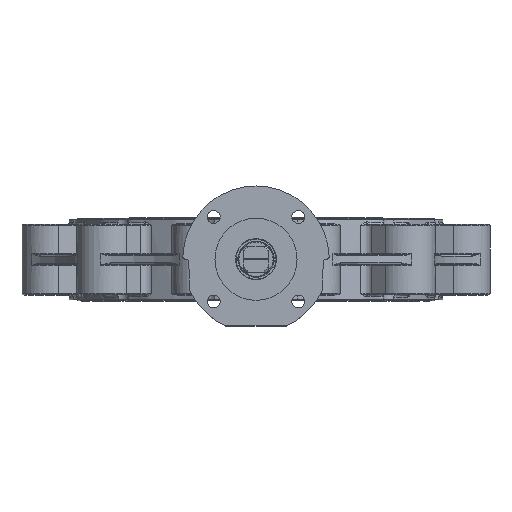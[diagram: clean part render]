
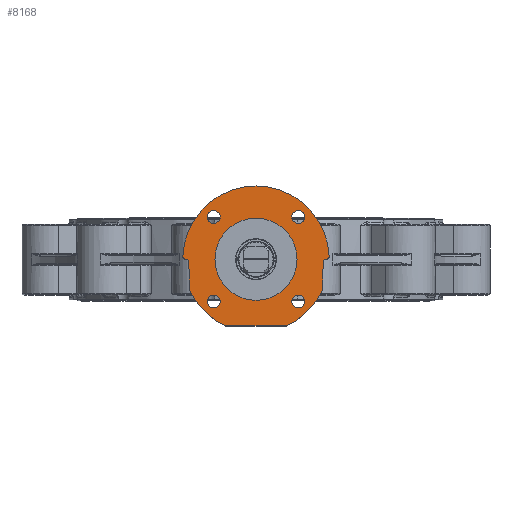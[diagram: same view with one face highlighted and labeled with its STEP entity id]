
A CAD part, top view. The second image highlights one B-rep face of the part: STEP entity #8168.
In plain terms, the highlighted planar face has unit normal (0, 0, 1).
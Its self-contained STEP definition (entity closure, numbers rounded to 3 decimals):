
#4283=CARTESIAN_POINT('',(-41.562,-36.062,266.0));
#4284=VERTEX_POINT('',#4283);
#4285=CARTESIAN_POINT('',(-36.062,-36.062,266.0));
#4286=DIRECTION('',(0.0,0.0,-1.0));
#4287=DIRECTION('',(-1.0,0.0,0.0));
#4288=AXIS2_PLACEMENT_3D('',#4285,#4286,#4287);
#4289=CIRCLE('',#4288,5.5);
#4290=EDGE_CURVE('',#4284,#4284,#4289,.T.);
#4332=CARTESIAN_POINT('',(-36.062,41.562,266.0));
#4333=VERTEX_POINT('',#4332);
#4334=CARTESIAN_POINT('',(-36.062,36.062,266.0));
#4335=DIRECTION('',(0.0,0.0,-1.0));
#4336=DIRECTION('',(0.0,1.0,0.0));
#4337=AXIS2_PLACEMENT_3D('',#4334,#4335,#4336);
#4338=CIRCLE('',#4337,5.5);
#4339=EDGE_CURVE('',#4333,#4333,#4338,.T.);
#4381=CARTESIAN_POINT('',(36.062,-41.562,266.0));
#4382=VERTEX_POINT('',#4381);
#4383=CARTESIAN_POINT('',(36.062,-36.062,266.0));
#4384=DIRECTION('',(0.0,0.0,-1.0));
#4385=DIRECTION('',(0.0,-1.0,0.0));
#4386=AXIS2_PLACEMENT_3D('',#4383,#4384,#4385);
#4387=CIRCLE('',#4386,5.5);
#4388=EDGE_CURVE('',#4382,#4382,#4387,.T.);
#4430=CARTESIAN_POINT('',(41.562,36.062,266.0));
#4431=VERTEX_POINT('',#4430);
#4432=CARTESIAN_POINT('',(36.062,36.062,266.0));
#4433=DIRECTION('',(0.0,0.0,-1.0));
#4434=DIRECTION('',(1.0,0.0,0.0));
#4435=AXIS2_PLACEMENT_3D('',#4432,#4433,#4434);
#4436=CIRCLE('',#4435,5.5);
#4437=EDGE_CURVE('',#4431,#4431,#4436,.T.);
#7987=CARTESIAN_POINT('',(35.05,0.,266.0));
#7988=VERTEX_POINT('',#7987);
#7989=CARTESIAN_POINT('',(0.,0.,266.0));
#7990=DIRECTION('',(0.0,0.0,-1.0));
#7991=DIRECTION('',(1.0,0.0,0.0));
#7992=AXIS2_PLACEMENT_3D('',#7989,#7990,#7991);
#7993=CIRCLE('',#7992,35.05);
#7994=EDGE_CURVE('',#7988,#7988,#7993,.T.);
#8043=CARTESIAN_POINT('',(-199.834,62.501,266.0));
#8044=DIRECTION('',(0.0,0.0,-1.0));
#8045=DIRECTION('',(-1.0,0.0,0.0));
#8046=AXIS2_PLACEMENT_3D('',#8043,#8044,#8045);
#8047=PLANE('',#8046);
#8048=CARTESIAN_POINT('',(59.431,0.0,266.0));
#8049=VERTEX_POINT('',#8048);
#8050=CARTESIAN_POINT('',(57.433,-1.93,266.0));
#8051=VERTEX_POINT('',#8050);
#8052=CARTESIAN_POINT('',(59.431,-2.0,266.0));
#8053=DIRECTION('',(0.0,0.0,1.0));
#8054=DIRECTION('',(-0.695,0.719,0.0));
#8055=AXIS2_PLACEMENT_3D('',#8052,#8053,#8054);
#8056=CIRCLE('',#8055,2.0);
#8057=EDGE_CURVE('',#8049,#8051,#8056,.T.);
#8058=ORIENTED_EDGE('',*,*,#8057,.F.);
#8059=CARTESIAN_POINT('',(60.467,0.0,266.0));
#8060=VERTEX_POINT('',#8059);
#8061=CARTESIAN_POINT('',(60.467,0.0,266.0));
#8062=DIRECTION('',(-1.0,0.0,0.0));
#8063=VECTOR('',#8062,1.036);
#8064=LINE('',#8061,#8063);
#8065=EDGE_CURVE('',#8060,#8049,#8064,.T.);
#8066=ORIENTED_EDGE('',*,*,#8065,.F.);
#8067=CARTESIAN_POINT('',(62.466,2.066,266.0));
#8068=VERTEX_POINT('',#8067);
#8069=CARTESIAN_POINT('',(60.467,2.0,266.0));
#8070=DIRECTION('',(0.0,0.0,-1.0));
#8071=DIRECTION('',(0.719,-0.695,0.0));
#8072=AXIS2_PLACEMENT_3D('',#8069,#8070,#8071);
#8073=CIRCLE('',#8072,2.0);
#8074=EDGE_CURVE('',#8068,#8060,#8073,.T.);
#8075=ORIENTED_EDGE('',*,*,#8074,.F.);
#8076=CARTESIAN_POINT('',(-62.466,2.066,266.0));
#8077=VERTEX_POINT('',#8076);
#8078=CARTESIAN_POINT('',(0.,0.,266.0));
#8079=DIRECTION('',(0.0,0.0,-1.0));
#8080=DIRECTION('',(1.0,0.0,0.0));
#8081=AXIS2_PLACEMENT_3D('',#8078,#8079,#8080);
#8082=CIRCLE('',#8081,62.5);
#8083=EDGE_CURVE('',#8077,#8068,#8082,.T.);
#8084=ORIENTED_EDGE('',*,*,#8083,.F.);
#8085=CARTESIAN_POINT('',(-60.467,0.0,266.0));
#8086=VERTEX_POINT('',#8085);
#8087=CARTESIAN_POINT('',(-60.467,2.,266.0));
#8088=DIRECTION('',(0.0,0.0,-1.));
#8089=DIRECTION('',(-0.719,-0.695,0.0));
#8090=AXIS2_PLACEMENT_3D('',#8087,#8088,#8089);
#8091=CIRCLE('',#8090,2.0);
#8092=EDGE_CURVE('',#8086,#8077,#8091,.T.);
#8093=ORIENTED_EDGE('',*,*,#8092,.F.);
#8094=CARTESIAN_POINT('',(-59.431,0.0,266.0));
#8095=VERTEX_POINT('',#8094);
#8096=CARTESIAN_POINT('',(-59.431,0.0,266.0));
#8097=DIRECTION('',(-1.0,0.0,0.0));
#8098=VECTOR('',#8097,1.036);
#8099=LINE('',#8096,#8098);
#8100=EDGE_CURVE('',#8095,#8086,#8099,.T.);
#8101=ORIENTED_EDGE('',*,*,#8100,.F.);
#8102=CARTESIAN_POINT('',(-57.433,-1.93,266.0));
#8103=VERTEX_POINT('',#8102);
#8104=CARTESIAN_POINT('',(-59.431,-2.,266.0));
#8105=DIRECTION('',(0.0,0.0,1.0));
#8106=DIRECTION('',(0.695,0.719,0.0));
#8107=AXIS2_PLACEMENT_3D('',#8104,#8105,#8106);
#8108=CIRCLE('',#8107,2.0);
#8109=EDGE_CURVE('',#8103,#8095,#8108,.T.);
#8110=ORIENTED_EDGE('',*,*,#8109,.F.);
#8111=CARTESIAN_POINT('',(-56.572,-26.567,266.0));
#8112=VERTEX_POINT('',#8111);
#8113=CARTESIAN_POINT('',(-56.572,-26.567,266.0));
#8114=DIRECTION('',(-0.035,0.999,0.0));
#8115=VECTOR('',#8114,24.652);
#8116=LINE('',#8113,#8115);
#8117=EDGE_CURVE('',#8112,#8103,#8116,.T.);
#8118=ORIENTED_EDGE('',*,*,#8117,.F.);
#8119=CARTESIAN_POINT('',(-25.637,-57.0,266.0));
#8120=VERTEX_POINT('',#8119);
#8121=CARTESIAN_POINT('',(0.,0.,266.0));
#8122=DIRECTION('',(0.0,0.0,-1.));
#8123=DIRECTION('',(-0.905,-0.425,0.0));
#8124=AXIS2_PLACEMENT_3D('',#8121,#8122,#8123);
#8125=CIRCLE('',#8124,62.5);
#8126=EDGE_CURVE('',#8120,#8112,#8125,.T.);
#8127=ORIENTED_EDGE('',*,*,#8126,.F.);
#8128=CARTESIAN_POINT('',(25.637,-57.,266.0));
#8129=VERTEX_POINT('',#8128);
#8130=CARTESIAN_POINT('',(25.637,-57.,266.0));
#8131=DIRECTION('',(-1.0,0.0,0.0));
#8132=VECTOR('',#8131,51.274);
#8133=LINE('',#8130,#8132);
#8134=EDGE_CURVE('',#8129,#8120,#8133,.T.);
#8135=ORIENTED_EDGE('',*,*,#8134,.F.);
#8136=CARTESIAN_POINT('',(56.572,-26.567,266.0));
#8137=VERTEX_POINT('',#8136);
#8138=CARTESIAN_POINT('',(0.,0.,266.0));
#8139=DIRECTION('',(0.0,0.0,-1.0));
#8140=DIRECTION('',(0.41,-0.912,0.0));
#8141=AXIS2_PLACEMENT_3D('',#8138,#8139,#8140);
#8142=CIRCLE('',#8141,62.5);
#8143=EDGE_CURVE('',#8137,#8129,#8142,.T.);
#8144=ORIENTED_EDGE('',*,*,#8143,.F.);
#8145=CARTESIAN_POINT('',(57.433,-1.93,266.0));
#8146=DIRECTION('',(-0.035,-0.999,0.0));
#8147=VECTOR('',#8146,24.652);
#8148=LINE('',#8145,#8147);
#8149=EDGE_CURVE('',#8051,#8137,#8148,.T.);
#8150=ORIENTED_EDGE('',*,*,#8149,.F.);
#8151=EDGE_LOOP('',(#8058,#8066,#8075,#8084,#8093,#8101,#8110,#8118,#8127,#8135,#8144,#8150));
#8152=FACE_OUTER_BOUND('',#8151,.T.);
#8153=ORIENTED_EDGE('',*,*,#4290,.T.);
#8154=EDGE_LOOP('',(#8153));
#8155=FACE_BOUND('',#8154,.T.);
#8156=ORIENTED_EDGE('',*,*,#4339,.T.);
#8157=EDGE_LOOP('',(#8156));
#8158=FACE_BOUND('',#8157,.T.);
#8159=ORIENTED_EDGE('',*,*,#4388,.T.);
#8160=EDGE_LOOP('',(#8159));
#8161=FACE_BOUND('',#8160,.T.);
#8162=ORIENTED_EDGE('',*,*,#4437,.T.);
#8163=EDGE_LOOP('',(#8162));
#8164=FACE_BOUND('',#8163,.T.);
#8165=ORIENTED_EDGE('',*,*,#7994,.T.);
#8166=EDGE_LOOP('',(#8165));
#8167=FACE_BOUND('',#8166,.T.);
#8168=ADVANCED_FACE('',(#8152,#8155,#8158,#8161,#8164,#8167),#8047,.F.);
